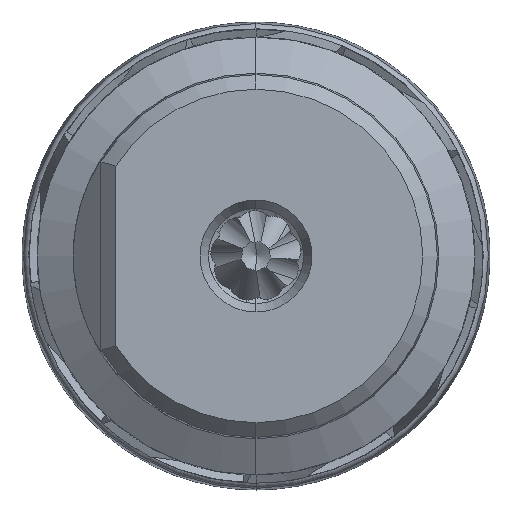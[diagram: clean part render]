
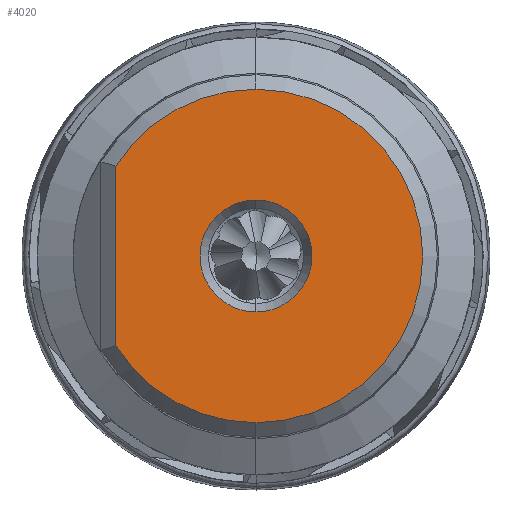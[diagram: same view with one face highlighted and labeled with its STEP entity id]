
A CAD part, left-side view. The second image highlights one B-rep face of the part: STEP entity #4020.
In plain terms, the highlighted planar face has unit normal (-1, 0, 0).
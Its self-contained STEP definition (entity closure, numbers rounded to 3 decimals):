
#207 = ORIENTED_EDGE ( 'NONE', *, *, #3853, .F. ) ;
#209 = ORIENTED_EDGE ( 'NONE', *, *, #3869, .F. ) ;
#211 = ORIENTED_EDGE ( 'NONE', *, *, #4275, .F. ) ;
#213 = ORIENTED_EDGE ( 'NONE', *, *, #4246, .F. ) ;
#215 = ORIENTED_EDGE ( 'NONE', *, *, #3811, .T. ) ;
#217 = ORIENTED_EDGE ( 'NONE', *, *, #3852, .T. ) ;
#621 = VERTEX_POINT ( 'NONE', #2281 ) ;
#635 = VERTEX_POINT ( 'NONE', #2288 ) ;
#697 = VERTEX_POINT ( 'NONE', #2319 ) ;
#795 = CARTESIAN_POINT ( 'NONE',  ( -105.5, 0., 0. ) ) ;
#796 = DIRECTION ( 'NONE',  ( 1., 0., 0. ) ) ;
#797 = DIRECTION ( 'NONE',  ( 0., 0., -1. ) ) ;
#930 = LINE ( 'NONE', #931, #1422 ) ;
#931 = CARTESIAN_POINT ( 'NONE',  ( -105.5, 9.6, 0. ) ) ;
#936 = CARTESIAN_POINT ( 'NONE',  ( -105.5, 0., 0. ) ) ;
#937 = DIRECTION ( 'NONE',  ( 1., 0., 0. ) ) ;
#938 = DIRECTION ( 'NONE',  ( 0., 0., -1. ) ) ;
#939 = DIRECTION ( 'NONE',  ( 0., 0., 1. ) ) ;
#988 = CARTESIAN_POINT ( 'NONE',  ( -105.5, 0., 0. ) ) ;
#989 = DIRECTION ( 'NONE',  ( 1., 0., 0. ) ) ;
#990 = DIRECTION ( 'NONE',  ( 0., 0., -1. ) ) ;
#1280 = AXIS2_PLACEMENT_3D ( 'NONE', #988, #989, #990 ) ;
#1309 = CIRCLE ( 'NONE', #1315, 3.827 ) ;
#1315 = AXIS2_PLACEMENT_3D ( 'NONE', #795, #796, #797 ) ;
#1327 = CIRCLE ( 'NONE', #1280, 11.4 ) ;
#1394 = AXIS2_PLACEMENT_3D ( 'NONE', #936, #937, #938 ) ;
#1417 = CIRCLE ( 'NONE', #1394, 3.827 ) ;
#1422 = VECTOR ( 'NONE', #939, 1000. ) ;
#2281 = CARTESIAN_POINT ( 'NONE',  ( -105.5, 0., 11.4 ) ) ;
#2288 = CARTESIAN_POINT ( 'NONE',  ( -105.5, 9.6, 6.148 ) ) ;
#2319 = CARTESIAN_POINT ( 'NONE',  ( -105.5, 0., 3.827 ) ) ;
#2385 = CARTESIAN_POINT ( 'NONE',  ( -105.5, 0., -3.827 ) ) ;
#2409 = CARTESIAN_POINT ( 'NONE',  ( -105.5, 0., -11.4 ) ) ;
#2517 = VERTEX_POINT ( 'NONE', #2385 ) ;
#2541 = VERTEX_POINT ( 'NONE', #2409 ) ;
#3014 = CARTESIAN_POINT ( 'NONE',  ( -105.5, 0., 0. ) ) ;
#3015 = DIRECTION ( 'NONE',  ( 1., 0., 0. ) ) ;
#3016 = DIRECTION ( 'NONE',  ( 0., 0., -1. ) ) ;
#3123 = CARTESIAN_POINT ( 'NONE',  ( -105.5, 0., 0. ) ) ;
#3124 = DIRECTION ( 'NONE',  ( 1., 0., 0. ) ) ;
#3125 = DIRECTION ( 'NONE',  ( 0., 0., -1. ) ) ;
#3570 = VERTEX_POINT ( 'NONE', #6661 ) ;
#3811 = EDGE_CURVE ( 'NONE', #697, #2517, #1309, .T. ) ;
#3852 = EDGE_CURVE ( 'NONE', #2517, #697, #1417, .T. ) ;
#3853 = EDGE_CURVE ( 'NONE', #3570, #635, #930, .T. ) ;
#3869 = EDGE_CURVE ( 'NONE', #2541, #3570, #1327, .T. ) ;
#4020 = ADVANCED_FACE ( 'NONE', ( #4933, #4935 ), #4936, .T. ) ;
#4246 = EDGE_CURVE ( 'NONE', #635, #621, #6513, .T. ) ;
#4275 = EDGE_CURVE ( 'NONE', #621, #2541, #6543, .T. ) ;
#4931 = DIRECTION ( 'NONE',  ( -1., 0., 0. ) ) ;
#4932 = CARTESIAN_POINT ( 'NONE',  ( -105.5, 11.4, 0. ) ) ;
#4933 = FACE_OUTER_BOUND ( 'NONE', #7469, .T. ) ;
#4935 = FACE_BOUND ( 'NONE', #7468, .T. ) ;
#4936 = PLANE ( 'NONE',  #6242 ) ;
#4938 = DIRECTION ( 'NONE',  ( 0., 0., 1. ) ) ;
#6242 = AXIS2_PLACEMENT_3D ( 'NONE', #4932, #4931, #4938 ) ;
#6512 = AXIS2_PLACEMENT_3D ( 'NONE', #3014, #3015, #3016 ) ;
#6513 = CIRCLE ( 'NONE', #6512, 11.4 ) ;
#6543 = CIRCLE ( 'NONE', #6546, 11.4 ) ;
#6546 = AXIS2_PLACEMENT_3D ( 'NONE', #3123, #3124, #3125 ) ;
#6661 = CARTESIAN_POINT ( 'NONE',  ( -105.5, 9.6, -6.148 ) ) ;
#7468 = EDGE_LOOP ( 'NONE', ( #215, #217 ) ) ;
#7469 = EDGE_LOOP ( 'NONE', ( #207, #209, #211, #213 ) ) ;
